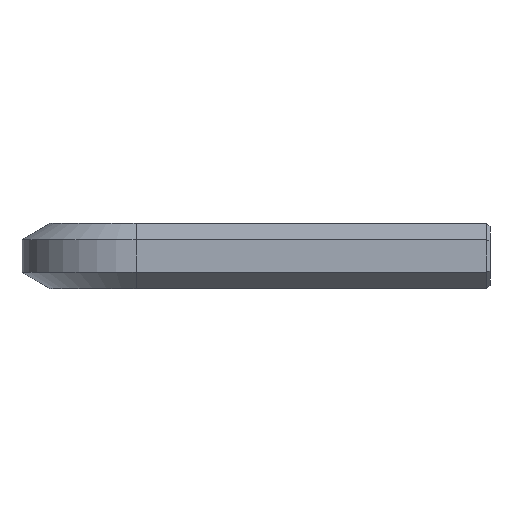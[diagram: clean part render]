
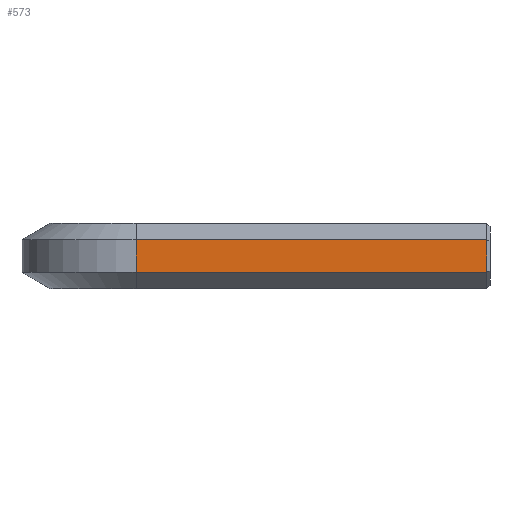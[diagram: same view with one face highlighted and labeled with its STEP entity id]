
A CAD part, left-side view. The second image highlights one B-rep face of the part: STEP entity #573.
In plain terms, the highlighted planar face has unit normal (-1, 0, 0).
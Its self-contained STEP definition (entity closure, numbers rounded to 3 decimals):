
#3 = ORIENTED_EDGE ( 'NONE', *, *, #383, .F. ) ;
#30 = CARTESIAN_POINT ( 'NONE',  ( -1.25, 0.14, -0.722 ) ) ;
#40 = VECTOR ( 'NONE', #300, 1000. ) ;
#64 = DIRECTION ( 'NONE',  ( 0., 0., -1. ) ) ;
#120 = CARTESIAN_POINT ( 'NONE',  ( -1.25, 15.5, -0.722 ) ) ;
#128 = VECTOR ( 'NONE', #542, 1000. ) ;
#143 = LINE ( 'NONE', #533, #666 ) ;
#176 = EDGE_CURVE ( 'NONE', #336, #270, #143, .T. ) ;
#205 = CARTESIAN_POINT ( 'NONE',  ( -1.25, 15.5, -0.722 ) ) ;
#236 = CARTESIAN_POINT ( 'NONE',  ( -1.25, 0.14, -0.722 ) ) ;
#257 = CARTESIAN_POINT ( 'NONE',  ( -1.25, 0.14, 0.722 ) ) ;
#270 = VERTEX_POINT ( 'NONE', #257 ) ;
#289 = CARTESIAN_POINT ( 'NONE',  ( -1.25, 15.5, -0.722 ) ) ;
#292 = PLANE ( 'NONE',  #683 ) ;
#300 = DIRECTION ( 'NONE',  ( 0., -1., 0. ) ) ;
#313 = EDGE_CURVE ( 'NONE', #429, #270, #782, .T. ) ;
#323 = DIRECTION ( 'NONE',  ( 1., 0., 0. ) ) ;
#324 = FACE_OUTER_BOUND ( 'NONE', #470, .T. ) ;
#336 = VERTEX_POINT ( 'NONE', #609 ) ;
#361 = ORIENTED_EDGE ( 'NONE', *, *, #501, .T. ) ;
#370 = VERTEX_POINT ( 'NONE', #205 ) ;
#383 = EDGE_CURVE ( 'NONE', #370, #336, #675, .T. ) ;
#429 = VERTEX_POINT ( 'NONE', #30 ) ;
#470 = EDGE_LOOP ( 'NONE', ( #361, #784, #571, #3 ) ) ;
#501 = EDGE_CURVE ( 'NONE', #370, #429, #751, .T. ) ;
#526 = VECTOR ( 'NONE', #680, 1000. ) ;
#533 = CARTESIAN_POINT ( 'NONE',  ( -1.25, 15.5, 0.722 ) ) ;
#542 = DIRECTION ( 'NONE',  ( 0., 0., 1. ) ) ;
#571 = ORIENTED_EDGE ( 'NONE', *, *, #176, .F. ) ;
#573 = ADVANCED_FACE ( 'NONE', ( #324 ), #292, .F. ) ;
#609 = CARTESIAN_POINT ( 'NONE',  ( -1.25, 15.5, 0.722 ) ) ;
#631 = CARTESIAN_POINT ( 'NONE',  ( -1.25, 15.5, -0.722 ) ) ;
#640 = DIRECTION ( 'NONE',  ( 0., -1., 0. ) ) ;
#666 = VECTOR ( 'NONE', #640, 1000. ) ;
#675 = LINE ( 'NONE', #631, #128 ) ;
#680 = DIRECTION ( 'NONE',  ( 0., 0., 1. ) ) ;
#683 = AXIS2_PLACEMENT_3D ( 'NONE', #289, #323, #64 ) ;
#751 = LINE ( 'NONE', #120, #40 ) ;
#782 = LINE ( 'NONE', #236, #526 ) ;
#784 = ORIENTED_EDGE ( 'NONE', *, *, #313, .T. ) ;
